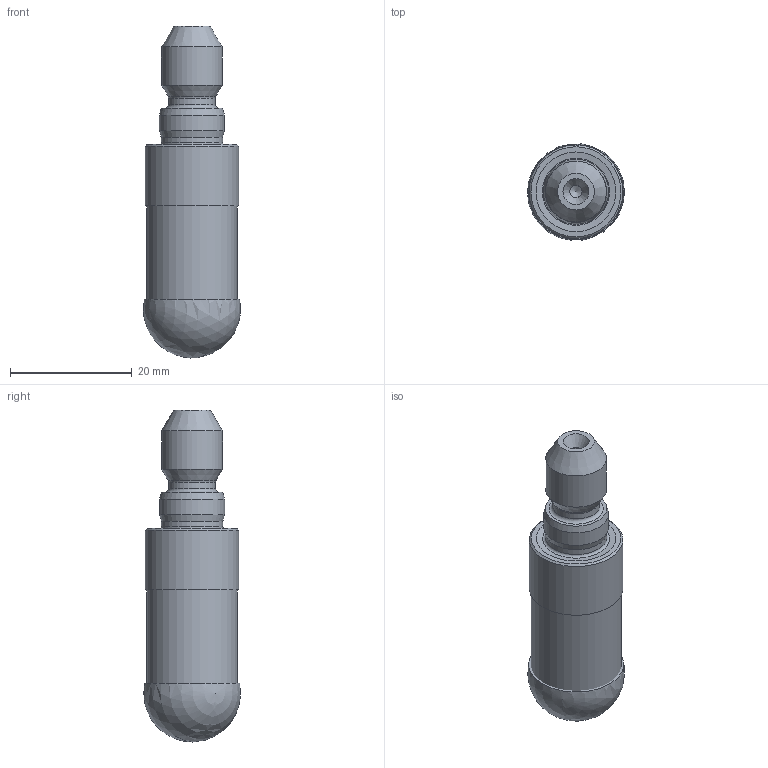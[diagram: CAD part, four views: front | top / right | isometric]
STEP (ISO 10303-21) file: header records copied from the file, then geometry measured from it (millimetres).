
FILE_DESCRIPTION(/* description */ (''),/* implementation_level */ '2;1');
FILE_NAME(/* name */ '115009220ndi000_00_16K3R035M10-CXP16-SIM.stp',/* time_stamp */ '2019-12-04T07:31:21+01:00',/* author */ (''),/* organization */ (''),/* preprocessor_version */ 'ST-DEVELOPER v16.7',/* originating_system */ 'SIEMENS PLM Software NX 12.0',/* authorisation */ '');
FILE_SCHEMA (('AUTOMOTIVE_DESIGN { 1 0 10303 214 3 1 1 1 }'));
Length unit declared in the file: millimetre
Products named in the file (1): hm1534D437EEz2of
Bounding box: 15.93 x 15.82 x 54.51 mm (x, y, z)
Volume: 8416.4 mm3; surface area: 3089.1 mm2
Topology: 2 solids, 2 shells, 26 faces, 51 edges, 31 vertices
Faces by surface type: cone 8, cylinder 7, plane 6, torus 3, sphere 2
Full cylindrical faces by diameter (mm): 2 x1, 7.7 x1, 10 x1, 10.1 x1, 10.675 x1, 14.85 x1, 15.375 x1
Entity records: 547 total; most frequent: DIRECTION 102, CARTESIAN_POINT 76, AXIS2_PLACEMENT_3D 51, EDGE_LOOP 48, ORIENTED_EDGE 48, FACE_BOUND 46, ADVANCED_FACE 26, VERTEX_POINT 25
